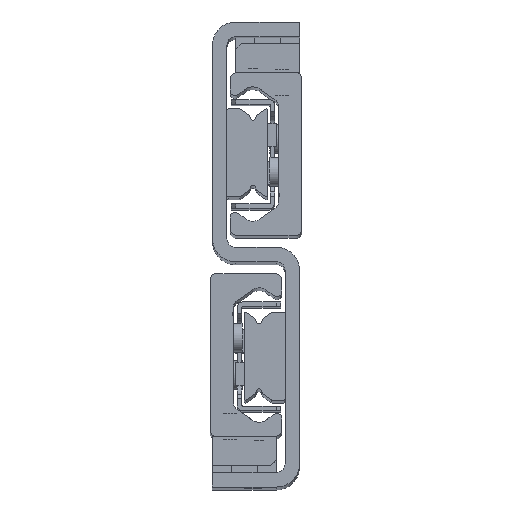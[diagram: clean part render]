
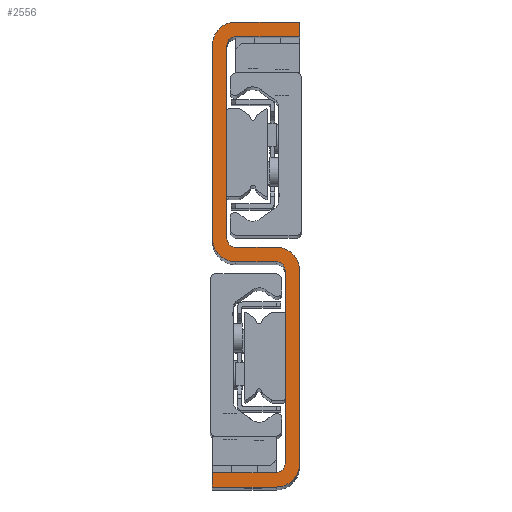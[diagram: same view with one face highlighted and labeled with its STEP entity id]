
A CAD part, top view. The second image highlights one B-rep face of the part: STEP entity #2556.
In plain terms, the highlighted planar face has unit normal (0, 0, 1).
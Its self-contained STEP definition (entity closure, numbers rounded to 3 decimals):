
#1714=CARTESIAN_POINT('',(15.0,80.0,290.0));
#1715=VERTEX_POINT('',#1714);
#1716=CARTESIAN_POINT('',(15.0,77.5,290.0));
#1717=VERTEX_POINT('',#1716);
#1718=CARTESIAN_POINT('',(15.0,80.0,290.0));
#1719=DIRECTION('',(0.0,-1.0,0.0));
#1720=VECTOR('',#1719,2.5);
#1721=LINE('',#1718,#1720);
#1722=EDGE_CURVE('',#1715,#1717,#1721,.T.);
#1754=CARTESIAN_POINT('',(4.,77.5,290.0));
#1755=VERTEX_POINT('',#1754);
#1756=CARTESIAN_POINT('',(15.0,77.5,290.0));
#1757=DIRECTION('',(-1.0,0.0,0.0));
#1758=VECTOR('',#1757,11.);
#1759=LINE('',#1756,#1758);
#1760=EDGE_CURVE('',#1717,#1755,#1759,.T.);
#1812=CARTESIAN_POINT('',(2.5,76.0,290.0));
#1813=VERTEX_POINT('',#1812);
#1814=CARTESIAN_POINT('',(4.,76.0,290.0));
#1815=DIRECTION('',(0.0,0.0,1.0));
#1816=DIRECTION('',(0.0,-1.0,0.0));
#1817=AXIS2_PLACEMENT_3D('',#1814,#1815,#1816);
#1818=CIRCLE('',#1817,1.5);
#1819=EDGE_CURVE('',#1755,#1813,#1818,.T.);
#1845=CARTESIAN_POINT('',(2.5,42.75,290.0));
#1846=VERTEX_POINT('',#1845);
#1847=CARTESIAN_POINT('',(2.5,76.0,290.0));
#1848=DIRECTION('',(0.0,-1.0,0.0));
#1849=VECTOR('',#1848,33.25);
#1850=LINE('',#1847,#1849);
#1851=EDGE_CURVE('',#1813,#1846,#1850,.T.);
#1888=CARTESIAN_POINT('',(4.,41.25,290.0));
#1889=VERTEX_POINT('',#1888);
#1890=CARTESIAN_POINT('',(4.,42.75,290.0));
#1891=DIRECTION('',(0.0,0.0,1.0));
#1892=DIRECTION('',(1.0,0.0,0.0));
#1893=AXIS2_PLACEMENT_3D('',#1890,#1891,#1892);
#1894=CIRCLE('',#1893,1.5);
#1895=EDGE_CURVE('',#1846,#1889,#1894,.T.);
#1921=CARTESIAN_POINT('',(11.,41.25,290.0));
#1922=VERTEX_POINT('',#1921);
#1923=CARTESIAN_POINT('',(4.,41.25,290.0));
#1924=DIRECTION('',(1.0,0.0,0.0));
#1925=VECTOR('',#1924,7.);
#1926=LINE('',#1923,#1925);
#1927=EDGE_CURVE('',#1889,#1922,#1926,.T.);
#1952=CARTESIAN_POINT('',(15.,37.25,290.0));
#1953=VERTEX_POINT('',#1952);
#1954=CARTESIAN_POINT('',(11.,37.25,290.0));
#1955=DIRECTION('',(0.0,0.0,-1.0));
#1956=DIRECTION('',(1.0,0.0,0.0));
#1957=AXIS2_PLACEMENT_3D('',#1954,#1955,#1956);
#1958=CIRCLE('',#1957,4.0);
#1959=EDGE_CURVE('',#1922,#1953,#1958,.T.);
#1985=CARTESIAN_POINT('',(15.,4.,290.0));
#1986=VERTEX_POINT('',#1985);
#1987=CARTESIAN_POINT('',(15.,37.25,290.0));
#1988=DIRECTION('',(0.0,-1.0,0.0));
#1989=VECTOR('',#1988,33.25);
#1990=LINE('',#1987,#1989);
#1991=EDGE_CURVE('',#1953,#1986,#1990,.T.);
#2028=CARTESIAN_POINT('',(11.0,0.,290.0));
#2029=VERTEX_POINT('',#2028);
#2030=CARTESIAN_POINT('',(11.,4.,290.0));
#2031=DIRECTION('',(0.0,0.0,-1.0));
#2032=DIRECTION('',(0.,-1.,0.0));
#2033=AXIS2_PLACEMENT_3D('',#2030,#2031,#2032);
#2034=CIRCLE('',#2033,4.);
#2035=EDGE_CURVE('',#1986,#2029,#2034,.T.);
#2061=CARTESIAN_POINT('',(0.0,0.0,290.0));
#2062=VERTEX_POINT('',#2061);
#2063=CARTESIAN_POINT('',(11.0,0.,290.0));
#2064=DIRECTION('',(-1.0,0.0,0.0));
#2065=VECTOR('',#2064,11.0);
#2066=LINE('',#2063,#2065);
#2067=EDGE_CURVE('',#2029,#2062,#2066,.T.);
#2119=CARTESIAN_POINT('',(0.0,2.5,290.0));
#2120=VERTEX_POINT('',#2119);
#2121=CARTESIAN_POINT('',(0.0,0.0,290.0));
#2122=DIRECTION('',(0.0,1.0,0.0));
#2123=VECTOR('',#2122,2.5);
#2124=LINE('',#2121,#2123);
#2125=EDGE_CURVE('',#2062,#2120,#2124,.T.);
#2150=CARTESIAN_POINT('',(11.,2.5,290.0));
#2151=VERTEX_POINT('',#2150);
#2152=CARTESIAN_POINT('',(0.0,2.5,290.0));
#2153=DIRECTION('',(1.0,0.0,0.0));
#2154=VECTOR('',#2153,11.);
#2155=LINE('',#2152,#2154);
#2156=EDGE_CURVE('',#2120,#2151,#2155,.T.);
#2208=CARTESIAN_POINT('',(12.5,4.0,290.0));
#2209=VERTEX_POINT('',#2208);
#2210=CARTESIAN_POINT('',(11.,4.0,290.0));
#2211=DIRECTION('',(0.0,0.0,1.0));
#2212=DIRECTION('',(0.0,1.0,0.0));
#2213=AXIS2_PLACEMENT_3D('',#2210,#2211,#2212);
#2214=CIRCLE('',#2213,1.5);
#2215=EDGE_CURVE('',#2151,#2209,#2214,.T.);
#2241=CARTESIAN_POINT('',(12.5,37.25,290.0));
#2242=VERTEX_POINT('',#2241);
#2243=CARTESIAN_POINT('',(12.5,4.0,290.0));
#2244=DIRECTION('',(0.0,1.0,0.0));
#2245=VECTOR('',#2244,33.25);
#2246=LINE('',#2243,#2245);
#2247=EDGE_CURVE('',#2209,#2242,#2246,.T.);
#2284=CARTESIAN_POINT('',(11.,38.75,290.0));
#2285=VERTEX_POINT('',#2284);
#2286=CARTESIAN_POINT('',(11.,37.25,290.0));
#2287=DIRECTION('',(0.0,0.0,1.0));
#2288=DIRECTION('',(-1.0,0.0,0.0));
#2289=AXIS2_PLACEMENT_3D('',#2286,#2287,#2288);
#2290=CIRCLE('',#2289,1.5);
#2291=EDGE_CURVE('',#2242,#2285,#2290,.T.);
#2317=CARTESIAN_POINT('',(4.,38.75,290.0));
#2318=VERTEX_POINT('',#2317);
#2319=CARTESIAN_POINT('',(11.,38.75,290.0));
#2320=DIRECTION('',(-1.0,0.0,0.0));
#2321=VECTOR('',#2320,7.);
#2322=LINE('',#2319,#2321);
#2323=EDGE_CURVE('',#2285,#2318,#2322,.T.);
#2348=CARTESIAN_POINT('',(0.0,42.75,290.0));
#2349=VERTEX_POINT('',#2348);
#2350=CARTESIAN_POINT('',(4.,42.75,290.0));
#2351=DIRECTION('',(0.0,0.0,-1.0));
#2352=DIRECTION('',(-1.0,0.0,0.0));
#2353=AXIS2_PLACEMENT_3D('',#2350,#2351,#2352);
#2354=CIRCLE('',#2353,4.);
#2355=EDGE_CURVE('',#2318,#2349,#2354,.T.);
#2381=CARTESIAN_POINT('',(0.0,76.0,290.0));
#2382=VERTEX_POINT('',#2381);
#2383=CARTESIAN_POINT('',(0.0,42.75,290.0));
#2384=DIRECTION('',(0.0,1.0,0.0));
#2385=VECTOR('',#2384,33.25);
#2386=LINE('',#2383,#2385);
#2387=EDGE_CURVE('',#2349,#2382,#2386,.T.);
#2424=CARTESIAN_POINT('',(4.,80.0,290.0));
#2425=VERTEX_POINT('',#2424);
#2426=CARTESIAN_POINT('',(4.,76.0,290.0));
#2427=DIRECTION('',(0.0,0.0,-1.0));
#2428=DIRECTION('',(0.0,1.0,0.0));
#2429=AXIS2_PLACEMENT_3D('',#2426,#2427,#2428);
#2430=CIRCLE('',#2429,4.0);
#2431=EDGE_CURVE('',#2382,#2425,#2430,.T.);
#2457=CARTESIAN_POINT('',(4.,80.0,290.0));
#2458=DIRECTION('',(1.0,0.0,0.0));
#2459=VECTOR('',#2458,11.);
#2460=LINE('',#2457,#2459);
#2461=EDGE_CURVE('',#2425,#1715,#2460,.T.);
#2529=CARTESIAN_POINT('',(7.5,40.,290.0));
#2530=DIRECTION('',(0.0,0.0,1.0));
#2531=DIRECTION('',(1.0,0.0,0.0));
#2532=AXIS2_PLACEMENT_3D('',#2529,#2530,#2531);
#2533=PLANE('',#2532);
#2534=ORIENTED_EDGE('',*,*,#1722,.F.);
#2535=ORIENTED_EDGE('',*,*,#2461,.F.);
#2536=ORIENTED_EDGE('',*,*,#2431,.F.);
#2537=ORIENTED_EDGE('',*,*,#2387,.F.);
#2538=ORIENTED_EDGE('',*,*,#2355,.F.);
#2539=ORIENTED_EDGE('',*,*,#2323,.F.);
#2540=ORIENTED_EDGE('',*,*,#2291,.F.);
#2541=ORIENTED_EDGE('',*,*,#2247,.F.);
#2542=ORIENTED_EDGE('',*,*,#2215,.F.);
#2543=ORIENTED_EDGE('',*,*,#2156,.F.);
#2544=ORIENTED_EDGE('',*,*,#2125,.F.);
#2545=ORIENTED_EDGE('',*,*,#2067,.F.);
#2546=ORIENTED_EDGE('',*,*,#2035,.F.);
#2547=ORIENTED_EDGE('',*,*,#1991,.F.);
#2548=ORIENTED_EDGE('',*,*,#1959,.F.);
#2549=ORIENTED_EDGE('',*,*,#1927,.F.);
#2550=ORIENTED_EDGE('',*,*,#1895,.F.);
#2551=ORIENTED_EDGE('',*,*,#1851,.F.);
#2552=ORIENTED_EDGE('',*,*,#1819,.F.);
#2553=ORIENTED_EDGE('',*,*,#1760,.F.);
#2554=EDGE_LOOP('',(#2534,#2535,#2536,#2537,#2538,#2539,#2540,#2541,#2542,#2543,#2544,#2545,#2546,#2547,#2548,#2549,#2550,#2551,#2552,#2553));
#2555=FACE_OUTER_BOUND('',#2554,.T.);
#2556=ADVANCED_FACE('',(#2555),#2533,.T.);
